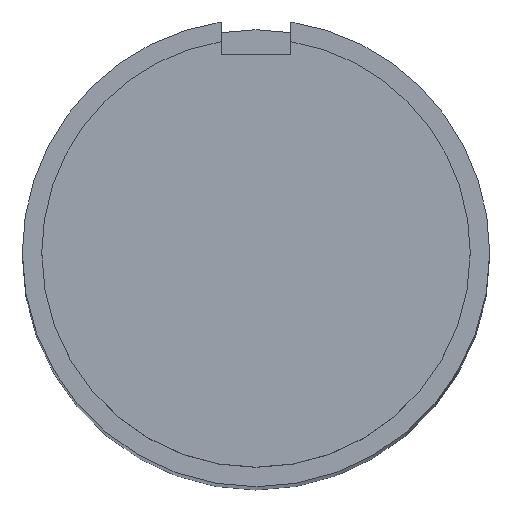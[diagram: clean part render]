
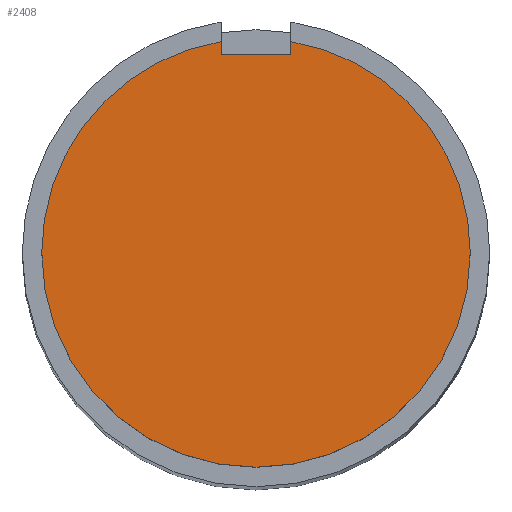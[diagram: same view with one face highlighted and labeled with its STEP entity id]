
A CAD part, top view. The second image highlights one B-rep face of the part: STEP entity #2408.
In plain terms, the highlighted planar face has unit normal (0, 0, 1).
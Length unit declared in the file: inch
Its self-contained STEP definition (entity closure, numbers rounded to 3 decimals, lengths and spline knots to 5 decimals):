
#62 = ORIENTED_EDGE ( 'NONE', *, *, #281, .T. ) ;
#73 = LINE ( 'NONE', #2385, #4570 ) ;
#122 = AXIS2_PLACEMENT_3D ( 'NONE', #3574, #4578, #1481 ) ;
#127 = EDGE_CURVE ( 'NONE', #5091, #4259, #847, .T. ) ;
#199 = DIRECTION ( 'NONE',  ( 0., 0., 1. ) ) ;
#281 = EDGE_CURVE ( 'NONE', #5659, #1431, #477, .T. ) ;
#329 = CIRCLE ( 'NONE', #3098, 0.215 ) ;
#456 = EDGE_CURVE ( 'NONE', #1431, #5091, #73, .T. ) ;
#477 = CIRCLE ( 'NONE', #934, 0.215 ) ;
#656 = VECTOR ( 'NONE', #4761, 39.37008 ) ;
#665 = ORIENTED_EDGE ( 'NONE', *, *, #3218, .T. ) ;
#736 = CARTESIAN_POINT ( 'NONE',  ( 0.215, 0., 1.925 ) ) ;
#783 = DIRECTION ( 'NONE',  ( 0., -1., 0. ) ) ;
#847 = LINE ( 'NONE', #3623, #5798 ) ;
#907 = PLANE ( 'NONE',  #1738 ) ;
#934 = AXIS2_PLACEMENT_3D ( 'NONE', #2697, #1611, #3729 ) ;
#959 = CARTESIAN_POINT ( 'NONE',  ( -0.035, 0.21213, 1.925 ) ) ;
#964 = DIRECTION ( 'NONE',  ( -1., 0., 0. ) ) ;
#1075 = ORIENTED_EDGE ( 'NONE', *, *, #3940, .T. ) ;
#1431 = VERTEX_POINT ( 'NONE', #5030 ) ;
#1481 = DIRECTION ( 'NONE',  ( 1., 0., 0. ) ) ;
#1611 = DIRECTION ( 'NONE',  ( 0., 0., 1. ) ) ;
#1738 = AXIS2_PLACEMENT_3D ( 'NONE', #6010, #5032, #2471 ) ;
#1940 = FACE_OUTER_BOUND ( 'NONE', #4374, .T. ) ;
#2088 = ORIENTED_EDGE ( 'NONE', *, *, #456, .T. ) ;
#2204 = CARTESIAN_POINT ( 'NONE',  ( -0.215, 0., 1.925 ) ) ;
#2385 = CARTESIAN_POINT ( 'NONE',  ( 0.035, 0.1995, 1.925 ) ) ;
#2408 = ADVANCED_FACE ( 'NONE', ( #1940 ), #907, .T. ) ;
#2471 = DIRECTION ( 'NONE',  ( 1., 0., 0. ) ) ;
#2697 = CARTESIAN_POINT ( 'NONE',  ( 0., 0., 1.925 ) ) ;
#2746 = CIRCLE ( 'NONE', #122, 0.215 ) ;
#2766 = CARTESIAN_POINT ( 'NONE',  ( -0.035, 0.21213, 1.925 ) ) ;
#3098 = AXIS2_PLACEMENT_3D ( 'NONE', #3273, #199, #4918 ) ;
#3218 = EDGE_CURVE ( 'NONE', #4259, #4144, #5403, .T. ) ;
#3273 = CARTESIAN_POINT ( 'NONE',  ( 0., 0., 1.925 ) ) ;
#3574 = CARTESIAN_POINT ( 'NONE',  ( 0., 0., 1.925 ) ) ;
#3605 = EDGE_CURVE ( 'NONE', #3827, #5659, #2746, .T. ) ;
#3623 = CARTESIAN_POINT ( 'NONE',  ( -0.035, 0.1995, 1.925 ) ) ;
#3729 = DIRECTION ( 'NONE',  ( 1., 0., 0. ) ) ;
#3827 = VERTEX_POINT ( 'NONE', #2204 ) ;
#3940 = EDGE_CURVE ( 'NONE', #4144, #3827, #329, .T. ) ;
#4144 = VERTEX_POINT ( 'NONE', #959 ) ;
#4259 = VERTEX_POINT ( 'NONE', #6068 ) ;
#4334 = ORIENTED_EDGE ( 'NONE', *, *, #3605, .T. ) ;
#4374 = EDGE_LOOP ( 'NONE', ( #1075, #4334, #62, #2088, #4869, #665 ) ) ;
#4570 = VECTOR ( 'NONE', #783, 39.37008 ) ;
#4578 = DIRECTION ( 'NONE',  ( 0., 0., 1. ) ) ;
#4761 = DIRECTION ( 'NONE',  ( 0., 1., 0. ) ) ;
#4869 = ORIENTED_EDGE ( 'NONE', *, *, #127, .T. ) ;
#4918 = DIRECTION ( 'NONE',  ( 1., 0., 0. ) ) ;
#5030 = CARTESIAN_POINT ( 'NONE',  ( 0.035, 0.21213, 1.925 ) ) ;
#5032 = DIRECTION ( 'NONE',  ( 0., 0., 1. ) ) ;
#5091 = VERTEX_POINT ( 'NONE', #6545 ) ;
#5403 = LINE ( 'NONE', #2766, #656 ) ;
#5659 = VERTEX_POINT ( 'NONE', #736 ) ;
#5798 = VECTOR ( 'NONE', #964, 39.37008 ) ;
#6010 = CARTESIAN_POINT ( 'NONE',  ( 0., 0., 1.925 ) ) ;
#6068 = CARTESIAN_POINT ( 'NONE',  ( -0.035, 0.1995, 1.925 ) ) ;
#6545 = CARTESIAN_POINT ( 'NONE',  ( 0.035, 0.1995, 1.925 ) ) ;
